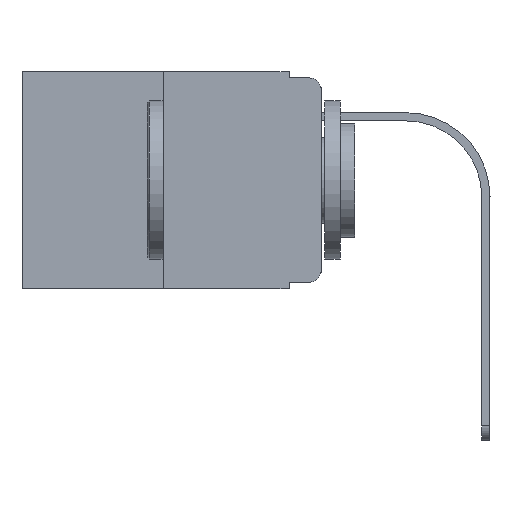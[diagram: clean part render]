
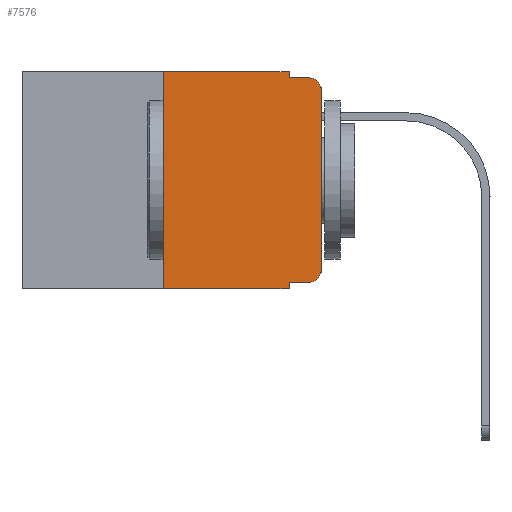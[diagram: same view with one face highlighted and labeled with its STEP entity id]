
A CAD part, left-side view. The second image highlights one B-rep face of the part: STEP entity #7576.
In plain terms, the highlighted planar face has unit normal (-1, 0, 0).
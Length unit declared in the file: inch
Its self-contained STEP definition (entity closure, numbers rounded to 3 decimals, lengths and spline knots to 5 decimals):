
#210 = DIRECTION ( 'NONE',  ( 0., 0., -1. ) ) ;
#275 = CARTESIAN_POINT ( 'NONE',  ( 0., 0.051, -0.343 ) ) ;
#562 = DIRECTION ( 'NONE',  ( -1., 0., 0. ) ) ;
#740 = VECTOR ( 'NONE', #12927, 39.37008 ) ;
#771 = AXIS2_PLACEMENT_3D ( 'NONE', #5763, #10577, #10659 ) ;
#931 = VECTOR ( 'NONE', #9724, 39.37008 ) ;
#1087 = LINE ( 'NONE', #14023, #740 ) ;
#1329 = LINE ( 'NONE', #2562, #2735 ) ;
#1378 = VERTEX_POINT ( 'NONE', #10566 ) ;
#2201 = LINE ( 'NONE', #10248, #9821 ) ;
#2220 = ORIENTED_EDGE ( 'NONE', *, *, #10231, .F. ) ;
#2240 = VECTOR ( 'NONE', #3661, 39.37008 ) ;
#2268 = ORIENTED_EDGE ( 'NONE', *, *, #9287, .T. ) ;
#2475 = DIRECTION ( 'NONE',  ( 0., -1., 0. ) ) ;
#2500 = CARTESIAN_POINT ( 'NONE',  ( 0., 0., -0.313 ) ) ;
#2562 = CARTESIAN_POINT ( 'NONE',  ( 0., 0.473, -0.343 ) ) ;
#2586 = VERTEX_POINT ( 'NONE', #13576 ) ;
#2695 = EDGE_CURVE ( 'NONE', #8646, #5893, #1087, .T. ) ;
#2735 = VECTOR ( 'NONE', #2475, 39.37008 ) ;
#2766 = ORIENTED_EDGE ( 'NONE', *, *, #9306, .T. ) ;
#3060 = VERTEX_POINT ( 'NONE', #4727 ) ;
#3636 = EDGE_LOOP ( 'NONE', ( #2766, #14477, #9529, #14353, #11446, #13015, #2268, #2220, #4752, #13560 ) ) ;
#3661 = DIRECTION ( 'NONE',  ( 0., 0., -1. ) ) ;
#3792 = CARTESIAN_POINT ( 'NONE',  ( 0., 0.473, 0. ) ) ;
#3865 = PLANE ( 'NONE',  #15134 ) ;
#3950 = AXIS2_PLACEMENT_3D ( 'NONE', #11098, #562, #7656 ) ;
#4100 = VERTEX_POINT ( 'NONE', #13696 ) ;
#4303 = DIRECTION ( 'NONE',  ( 0., 0., 1. ) ) ;
#4318 = VERTEX_POINT ( 'NONE', #9126 ) ;
#4727 = CARTESIAN_POINT ( 'NONE',  ( 0., 0., -0.03 ) ) ;
#4752 = ORIENTED_EDGE ( 'NONE', *, *, #14870, .T. ) ;
#4839 = CARTESIAN_POINT ( 'NONE',  ( 0., 0.051, -0.333 ) ) ;
#4877 = VECTOR ( 'NONE', #4303, 39.37008 ) ;
#4885 = LINE ( 'NONE', #8500, #931 ) ;
#5581 = CARTESIAN_POINT ( 'NONE',  ( 0., 0.051, 0. ) ) ;
#5631 = EDGE_CURVE ( 'NONE', #5893, #1378, #4885, .T. ) ;
#5763 = CARTESIAN_POINT ( 'NONE',  ( 0., 0.02, -0.313 ) ) ;
#5893 = VERTEX_POINT ( 'NONE', #7100 ) ;
#5923 = CIRCLE ( 'NONE', #771, 0.02 ) ;
#6734 = EDGE_CURVE ( 'NONE', #2586, #4100, #11202, .T. ) ;
#6832 = CARTESIAN_POINT ( 'NONE',  ( 0., 0.25, 0. ) ) ;
#7100 = CARTESIAN_POINT ( 'NONE',  ( 0., 0.051, -0.01 ) ) ;
#7576 = ADVANCED_FACE ( 'NONE', ( #9754 ), #3865, .F. ) ;
#7656 = DIRECTION ( 'NONE',  ( 0., 0., -1. ) ) ;
#8500 = CARTESIAN_POINT ( 'NONE',  ( 0., 0.051, -0.01 ) ) ;
#8531 = DIRECTION ( 'NONE',  ( 0., -1., 0. ) ) ;
#8646 = VERTEX_POINT ( 'NONE', #5581 ) ;
#8831 = VERTEX_POINT ( 'NONE', #2500 ) ;
#9000 = EDGE_CURVE ( 'NONE', #3060, #1378, #14457, .T. ) ;
#9126 = CARTESIAN_POINT ( 'NONE',  ( 0., 0.02, -0.333 ) ) ;
#9287 = EDGE_CURVE ( 'NONE', #2586, #9712, #1329, .T. ) ;
#9306 = EDGE_CURVE ( 'NONE', #8831, #3060, #11617, .T. ) ;
#9528 = CARTESIAN_POINT ( 'NONE',  ( 0., 0., 0. ) ) ;
#9529 = ORIENTED_EDGE ( 'NONE', *, *, #5631, .F. ) ;
#9712 = VERTEX_POINT ( 'NONE', #275 ) ;
#9724 = DIRECTION ( 'NONE',  ( 0., -1., 0. ) ) ;
#9754 = FACE_OUTER_BOUND ( 'NONE', #3636, .T. ) ;
#9821 = VECTOR ( 'NONE', #13855, 39.37008 ) ;
#10080 = EDGE_CURVE ( 'NONE', #4100, #8646, #2201, .T. ) ;
#10231 = EDGE_CURVE ( 'NONE', #13001, #9712, #10704, .T. ) ;
#10248 = CARTESIAN_POINT ( 'NONE',  ( 0., 0.473, 0. ) ) ;
#10366 = VECTOR ( 'NONE', #8531, 39.37008 ) ;
#10566 = CARTESIAN_POINT ( 'NONE',  ( 0., 0.02, -0.01 ) ) ;
#10577 = DIRECTION ( 'NONE',  ( -1., 0., 0. ) ) ;
#10659 = DIRECTION ( 'NONE',  ( 0., 0., -1. ) ) ;
#10704 = LINE ( 'NONE', #11778, #2240 ) ;
#11098 = CARTESIAN_POINT ( 'NONE',  ( 0., 0.02, -0.03 ) ) ;
#11202 = LINE ( 'NONE', #6832, #4877 ) ;
#11430 = EDGE_CURVE ( 'NONE', #4318, #8831, #5923, .T. ) ;
#11446 = ORIENTED_EDGE ( 'NONE', *, *, #10080, .F. ) ;
#11617 = LINE ( 'NONE', #9528, #14722 ) ;
#11778 = CARTESIAN_POINT ( 'NONE',  ( 0., 0.051, 0. ) ) ;
#12813 = DIRECTION ( 'NONE',  ( 0., 0., 1. ) ) ;
#12927 = DIRECTION ( 'NONE',  ( 0., 0., -1. ) ) ;
#13001 = VERTEX_POINT ( 'NONE', #14255 ) ;
#13015 = ORIENTED_EDGE ( 'NONE', *, *, #6734, .F. ) ;
#13258 = LINE ( 'NONE', #4839, #10366 ) ;
#13341 = DIRECTION ( 'NONE',  ( 1., 0., 0. ) ) ;
#13560 = ORIENTED_EDGE ( 'NONE', *, *, #11430, .T. ) ;
#13576 = CARTESIAN_POINT ( 'NONE',  ( 0., 0.25, -0.343 ) ) ;
#13696 = CARTESIAN_POINT ( 'NONE',  ( 0., 0.25, 0. ) ) ;
#13855 = DIRECTION ( 'NONE',  ( 0., -1., 0. ) ) ;
#14023 = CARTESIAN_POINT ( 'NONE',  ( 0., 0.051, 0. ) ) ;
#14255 = CARTESIAN_POINT ( 'NONE',  ( 0., 0.051, -0.333 ) ) ;
#14353 = ORIENTED_EDGE ( 'NONE', *, *, #2695, .F. ) ;
#14457 = CIRCLE ( 'NONE', #3950, 0.02 ) ;
#14477 = ORIENTED_EDGE ( 'NONE', *, *, #9000, .T. ) ;
#14722 = VECTOR ( 'NONE', #12813, 39.37008 ) ;
#14870 = EDGE_CURVE ( 'NONE', #13001, #4318, #13258, .T. ) ;
#15134 = AXIS2_PLACEMENT_3D ( 'NONE', #3792, #13341, #210 ) ;
